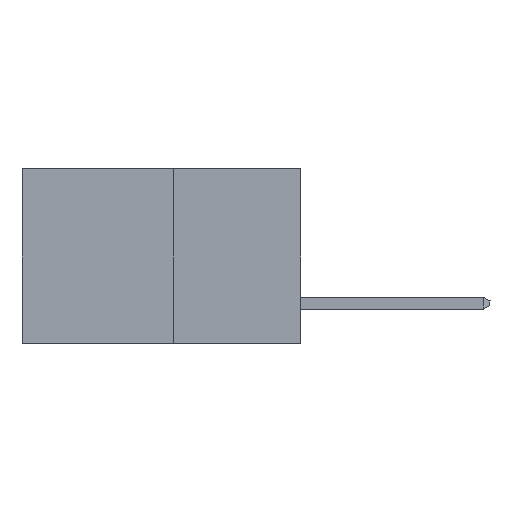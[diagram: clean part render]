
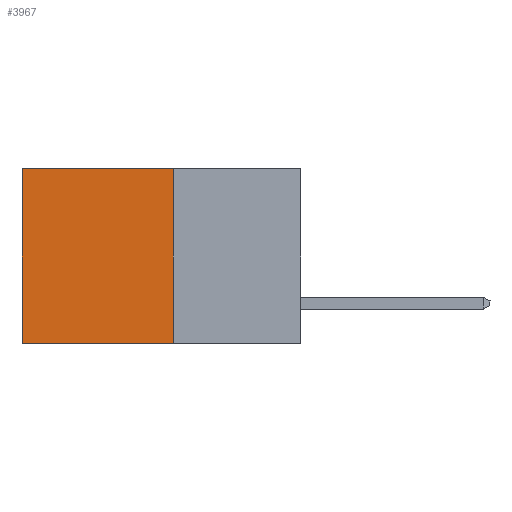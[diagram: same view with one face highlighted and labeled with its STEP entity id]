
A CAD part, left-side view. The second image highlights one B-rep face of the part: STEP entity #3967.
In plain terms, the highlighted planar face has unit normal (-1, 0, 0).
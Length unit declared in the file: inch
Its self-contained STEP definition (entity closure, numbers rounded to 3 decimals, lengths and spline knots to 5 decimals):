
#349 = DIRECTION ( 'NONE',  ( 0., 1., 0. ) ) ;
#381 = CARTESIAN_POINT ( 'NONE',  ( 0.277, 0.59, -0.37 ) ) ;
#462 = DIRECTION ( 'NONE',  ( 0., 0., -1. ) ) ;
#494 = CARTESIAN_POINT ( 'NONE',  ( 0.277, 0.59, -0.37 ) ) ;
#717 = LINE ( 'NONE', #494, #1097 ) ;
#947 = CARTESIAN_POINT ( 'NONE',  ( 0.277, 0.27, -0.37 ) ) ;
#994 = ORIENTED_EDGE ( 'NONE', *, *, #12924, .F. ) ;
#1097 = VECTOR ( 'NONE', #462, 39.37008 ) ;
#1578 = EDGE_CURVE ( 'NONE', #7538, #12707, #11524, .T. ) ;
#2508 = VECTOR ( 'NONE', #9306, 39.37008 ) ;
#3967 = ADVANCED_FACE ( 'NONE', ( #11583 ), #11863, .F. ) ;
#4212 = VECTOR ( 'NONE', #8794, 39.37008 ) ;
#4961 = CARTESIAN_POINT ( 'NONE',  ( 0.277, 0.27, -0.37 ) ) ;
#5451 = VERTEX_POINT ( 'NONE', #947 ) ;
#5520 = EDGE_CURVE ( 'NONE', #12707, #11279, #717, .T. ) ;
#5592 = VECTOR ( 'NONE', #349, 39.37008 ) ;
#6364 = EDGE_CURVE ( 'NONE', #5451, #11279, #7144, .T. ) ;
#6620 = CARTESIAN_POINT ( 'NONE',  ( 0.277, 0.27, -0.37 ) ) ;
#7144 = LINE ( 'NONE', #6620, #4212 ) ;
#7538 = VERTEX_POINT ( 'NONE', #13124 ) ;
#8794 = DIRECTION ( 'NONE',  ( 0., 1., 0. ) ) ;
#9306 = DIRECTION ( 'NONE',  ( 0., 0., -1. ) ) ;
#10429 = AXIS2_PLACEMENT_3D ( 'NONE', #11938, #11812, #11800 ) ;
#10877 = ORIENTED_EDGE ( 'NONE', *, *, #1578, .T. ) ;
#11007 = CARTESIAN_POINT ( 'NONE',  ( 0.277, 0.59, 0. ) ) ;
#11084 = ORIENTED_EDGE ( 'NONE', *, *, #6364, .F. ) ;
#11279 = VERTEX_POINT ( 'NONE', #381 ) ;
#11420 = EDGE_LOOP ( 'NONE', ( #13762, #11084, #994, #10877 ) ) ;
#11524 = LINE ( 'NONE', #11782, #5592 ) ;
#11583 = FACE_OUTER_BOUND ( 'NONE', #11420, .T. ) ;
#11782 = CARTESIAN_POINT ( 'NONE',  ( 0.277, 0.27, 0. ) ) ;
#11800 = DIRECTION ( 'NONE',  ( 0., 0., -1. ) ) ;
#11812 = DIRECTION ( 'NONE',  ( 1., 0., 0. ) ) ;
#11863 = PLANE ( 'NONE',  #10429 ) ;
#11938 = CARTESIAN_POINT ( 'NONE',  ( 0.277, 0.27, -0.37 ) ) ;
#12707 = VERTEX_POINT ( 'NONE', #11007 ) ;
#12924 = EDGE_CURVE ( 'NONE', #7538, #5451, #13606, .T. ) ;
#13124 = CARTESIAN_POINT ( 'NONE',  ( 0.277, 0.27, 0. ) ) ;
#13606 = LINE ( 'NONE', #4961, #2508 ) ;
#13762 = ORIENTED_EDGE ( 'NONE', *, *, #5520, .T. ) ;
